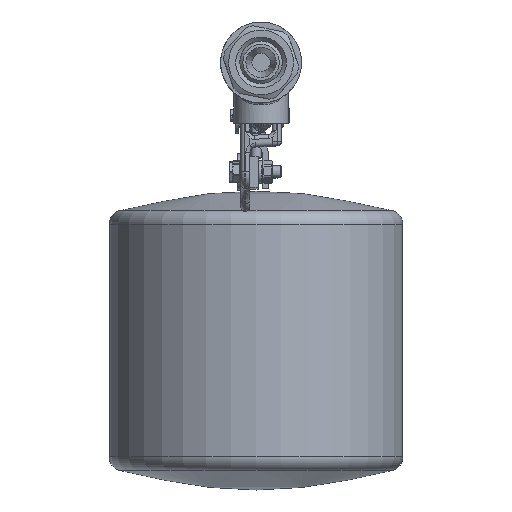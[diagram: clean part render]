
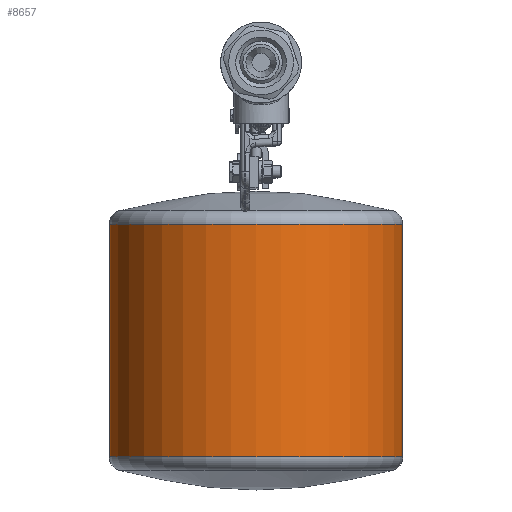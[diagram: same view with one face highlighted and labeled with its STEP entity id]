
A CAD part, top view. The second image highlights one B-rep face of the part: STEP entity #8657.
In plain terms, the highlighted cylindrical face has radius 72.5 mm (diameter 145 mm), a full revolution.
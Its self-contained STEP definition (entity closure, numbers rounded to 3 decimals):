
#945=LINE('',#22540,#1315);
#1315=VECTOR('',#12007,72.5);
#1448=CYLINDRICAL_SURFACE('',#9661,72.5);
#1970=FACE_OUTER_BOUND('',#2537,.T.);
#2537=EDGE_LOOP('',(#8022,#8023,#8024,#8025,#8026,#8027,#8028,#8029));
#3051=CIRCLE('',#9657,72.5);
#3052=CIRCLE('',#9658,72.5);
#3053=CIRCLE('',#9659,72.5);
#3055=CIRCLE('',#9662,72.5);
#3056=CIRCLE('',#9663,72.5);
#3057=CIRCLE('',#9664,72.5);
#4113=VERTEX_POINT('',#22527);
#4114=VERTEX_POINT('',#22528);
#4115=VERTEX_POINT('',#22530);
#4116=VERTEX_POINT('',#22535);
#4117=VERTEX_POINT('',#22536);
#4118=VERTEX_POINT('',#22538);
#5416=EDGE_CURVE('',#4113,#4114,#3051,.T.);
#5417=EDGE_CURVE('',#4115,#4113,#3052,.T.);
#5418=EDGE_CURVE('',#4114,#4115,#3053,.T.);
#5420=EDGE_CURVE('',#4116,#4117,#3055,.T.);
#5421=EDGE_CURVE('',#4118,#4116,#3056,.T.);
#5422=EDGE_CURVE('',#4118,#4115,#945,.T.);
#5423=EDGE_CURVE('',#4117,#4118,#3057,.T.);
#8022=ORIENTED_EDGE('',*,*,#5420,.F.);
#8023=ORIENTED_EDGE('',*,*,#5421,.F.);
#8024=ORIENTED_EDGE('',*,*,#5422,.T.);
#8025=ORIENTED_EDGE('',*,*,#5417,.T.);
#8026=ORIENTED_EDGE('',*,*,#5416,.T.);
#8027=ORIENTED_EDGE('',*,*,#5418,.T.);
#8028=ORIENTED_EDGE('',*,*,#5422,.F.);
#8029=ORIENTED_EDGE('',*,*,#5423,.F.);
#8657=ADVANCED_FACE('',(#1970),#1448,.T.);
#9657=AXIS2_PLACEMENT_3D('',#22529,#11993,#11994);
#9658=AXIS2_PLACEMENT_3D('',#22531,#11995,#11996);
#9659=AXIS2_PLACEMENT_3D('',#22532,#11997,#11998);
#9661=AXIS2_PLACEMENT_3D('',#22534,#12001,#12002);
#9662=AXIS2_PLACEMENT_3D('',#22537,#12003,#12004);
#9663=AXIS2_PLACEMENT_3D('',#22539,#12005,#12006);
#9664=AXIS2_PLACEMENT_3D('',#22541,#12008,#12009);
#11993=DIRECTION('center_axis',(0.,-1.,0.));
#11994=DIRECTION('ref_axis',(1.,0.,0.));
#11995=DIRECTION('center_axis',(0.,-1.,0.));
#11996=DIRECTION('ref_axis',(1.,0.,0.));
#11997=DIRECTION('center_axis',(0.,-1.,0.));
#11998=DIRECTION('ref_axis',(1.,0.,0.));
#12001=DIRECTION('center_axis',(0.,-1.,0.));
#12002=DIRECTION('ref_axis',(1.,0.,0.));
#12003=DIRECTION('center_axis',(0.,-1.,0.));
#12004=DIRECTION('ref_axis',(1.,0.,0.));
#12005=DIRECTION('center_axis',(0.,-1.,0.));
#12006=DIRECTION('ref_axis',(1.,0.,0.));
#12007=DIRECTION('',(0.,1.,0.));
#12008=DIRECTION('center_axis',(0.,-1.,0.));
#12009=DIRECTION('ref_axis',(1.,0.,0.));
#22527=CARTESIAN_POINT('',(70.,-5.082,-496.872));
#22528=CARTESIAN_POINT('',(-2.5,-5.082,-424.372));
#22529=CARTESIAN_POINT('Origin',(-2.5,-5.082,-496.872));
#22530=CARTESIAN_POINT('',(-75.,-5.082,-496.872));
#22531=CARTESIAN_POINT('Origin',(-2.5,-5.082,-496.872));
#22532=CARTESIAN_POINT('Origin',(-2.5,-5.082,-496.872));
#22534=CARTESIAN_POINT('Origin',(-2.5,-91.209,-496.872));
#22535=CARTESIAN_POINT('',(70.,-119.917,-496.872));
#22536=CARTESIAN_POINT('',(-2.5,-119.917,-424.372));
#22537=CARTESIAN_POINT('Origin',(-2.5,-119.917,-496.872));
#22538=CARTESIAN_POINT('',(-75.,-119.917,-496.872));
#22539=CARTESIAN_POINT('Origin',(-2.5,-119.917,-496.872));
#22540=CARTESIAN_POINT('',(-75.,-91.209,-496.872));
#22541=CARTESIAN_POINT('Origin',(-2.5,-119.917,-496.872));
